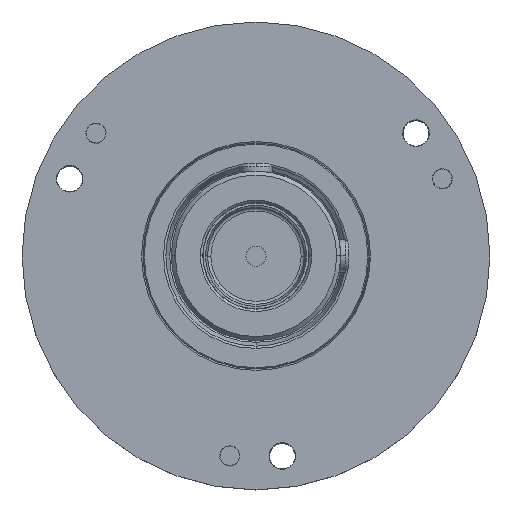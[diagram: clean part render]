
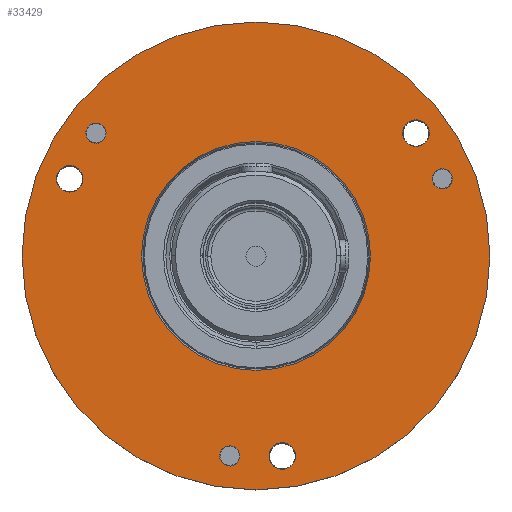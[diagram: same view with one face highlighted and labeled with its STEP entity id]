
A CAD part, top view. The second image highlights one B-rep face of the part: STEP entity #33429.
In plain terms, the highlighted planar face has unit normal (0, 0, 1).
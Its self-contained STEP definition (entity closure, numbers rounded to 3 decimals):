
#10844=CARTESIAN_POINT('',(0.,0.,18.));
#10845=DIRECTION('',(0.,0.,-1.));
#10846=DIRECTION('',(1.,0.,0.));
#10847=AXIS2_PLACEMENT_3D('',#10844,#10845,#10846);
#10854=CARTESIAN_POINT('',(0.,0.,18.));
#10855=DIRECTION('',(0.,0.,1.));
#10856=DIRECTION('',(1.,0.,0.));
#10857=AXIS2_PLACEMENT_3D('',#10854,#10855,#10856);
#10859=CARTESIAN_POINT('',(0.,0.,18.));
#10860=DIRECTION('',(0.,0.,1.));
#10861=DIRECTION('',(-1.,0.,0.));
#10862=AXIS2_PLACEMENT_3D('',#10859,#10860,#10861);
#10864=CARTESIAN_POINT('',(-19.834,15.219,18.));
#10865=DIRECTION('',(0.,0.,-1.));
#10866=DIRECTION('',(-0.793,0.609,0.));
#10867=AXIS2_PLACEMENT_3D('',#10864,#10865,#10866);
#10869=CARTESIAN_POINT('',(-19.834,15.219,18.));
#10870=DIRECTION('',(0.,0.,-1.));
#10871=DIRECTION('',(0.793,-0.609,0.));
#10872=AXIS2_PLACEMENT_3D('',#10869,#10870,#10871);
#10874=CARTESIAN_POINT('',(-3.263,-24.786,18.));
#10875=DIRECTION('',(0.,0.,-1.));
#10876=DIRECTION('',(-0.131,-0.991,0.));
#10877=AXIS2_PLACEMENT_3D('',#10874,#10875,#10876);
#10879=CARTESIAN_POINT('',(-3.263,-24.786,18.));
#10880=DIRECTION('',(0.,0.,-1.));
#10881=DIRECTION('',(0.131,0.991,0.));
#10882=AXIS2_PLACEMENT_3D('',#10879,#10880,#10881);
#10884=CARTESIAN_POINT('',(23.097,9.567,18.));
#10885=DIRECTION('',(0.,0.,-1.));
#10886=DIRECTION('',(0.924,0.383,0.));
#10887=AXIS2_PLACEMENT_3D('',#10884,#10885,#10886);
#10889=CARTESIAN_POINT('',(23.097,9.567,18.));
#10890=DIRECTION('',(0.,0.,-1.));
#10891=DIRECTION('',(-0.924,-0.383,0.));
#10892=AXIS2_PLACEMENT_3D('',#10889,#10890,#10891);
#10894=CARTESIAN_POINT('',(3.263,-24.786,18.));
#10895=DIRECTION('',(0.,0.,1.));
#10896=DIRECTION('',(0.,-1.,0.));
#10897=AXIS2_PLACEMENT_3D('',#10894,#10895,#10896);
#10899=CARTESIAN_POINT('',(3.263,-24.786,18.));
#10900=DIRECTION('',(0.,0.,1.));
#10901=DIRECTION('',(0.,1.,0.));
#10902=AXIS2_PLACEMENT_3D('',#10899,#10900,#10901);
#10904=CARTESIAN_POINT('',(19.834,15.219,18.));
#10905=DIRECTION('',(0.,0.,1.));
#10906=DIRECTION('',(0.,-1.,0.));
#10907=AXIS2_PLACEMENT_3D('',#10904,#10905,#10906);
#10909=CARTESIAN_POINT('',(19.834,15.219,18.));
#10910=DIRECTION('',(0.,0.,1.));
#10911=DIRECTION('',(0.,1.,0.));
#10912=AXIS2_PLACEMENT_3D('',#10909,#10910,#10911);
#10914=CARTESIAN_POINT('',(-23.097,9.567,18.));
#10915=DIRECTION('',(0.,0.,1.));
#10916=DIRECTION('',(0.,-1.,0.));
#10917=AXIS2_PLACEMENT_3D('',#10914,#10915,#10916);
#10919=CARTESIAN_POINT('',(-23.097,9.567,18.));
#10920=DIRECTION('',(0.,0.,1.));
#10921=DIRECTION('',(0.,1.,0.));
#10922=AXIS2_PLACEMENT_3D('',#10919,#10920,#10921);
#15411=CARTESIAN_POINT('',(0.,0.,18.));
#15412=DIRECTION('',(0.,0.,-1.));
#15413=DIRECTION('',(-1.,0.,0.));
#15414=AXIS2_PLACEMENT_3D('',#15411,#15412,#15413);
#17202=CARTESIAN_POINT('',(29.,0.,18.));
#17203=CARTESIAN_POINT('',(-29.,0.,18.));
#17204=VERTEX_POINT('',#17202);
#17205=VERTEX_POINT('',#17203);
#17290=CARTESIAN_POINT('',(-20.826,15.98,18.));
#17291=CARTESIAN_POINT('',(-18.842,14.458,18.));
#17292=VERTEX_POINT('',#17290);
#17293=VERTEX_POINT('',#17291);
#17294=CARTESIAN_POINT('',(-3.426,-26.025,18.));
#17295=CARTESIAN_POINT('',(-3.1,-23.547,18.));
#17296=VERTEX_POINT('',#17294);
#17297=VERTEX_POINT('',#17295);
#17298=CARTESIAN_POINT('',(24.252,10.045,18.));
#17299=CARTESIAN_POINT('',(21.942,9.089,18.));
#17300=VERTEX_POINT('',#17298);
#17301=VERTEX_POINT('',#17299);
#17400=CARTESIAN_POINT('',(14.188,0.,18.));
#17401=CARTESIAN_POINT('',(-14.188,0.,18.));
#17402=VERTEX_POINT('',#17400);
#17403=VERTEX_POINT('',#17401);
#17588=CARTESIAN_POINT('',(3.263,-26.436,18.));
#17589=CARTESIAN_POINT('',(3.263,-23.136,18.));
#17590=VERTEX_POINT('',#17588);
#17591=VERTEX_POINT('',#17589);
#17596=CARTESIAN_POINT('',(19.834,13.569,18.));
#17597=CARTESIAN_POINT('',(19.834,16.869,18.));
#17598=VERTEX_POINT('',#17596);
#17599=VERTEX_POINT('',#17597);
#17604=CARTESIAN_POINT('',(-23.097,7.917,18.));
#17605=CARTESIAN_POINT('',(-23.097,11.217,18.));
#17606=VERTEX_POINT('',#17604);
#17607=VERTEX_POINT('',#17605);
#33377=CARTESIAN_POINT('',(0.,0.,18.));
#33378=DIRECTION('',(0.,0.,1.));
#33379=DIRECTION('',(1.,0.,0.));
#33380=AXIS2_PLACEMENT_3D('',#33377,#33378,#33379);
#33381=PLANE('',#33380);
#33383=ORIENTED_EDGE('',*,*,#33382,.F.);
#33385=ORIENTED_EDGE('',*,*,#33384,.F.);
#33386=EDGE_LOOP('',(#33383,#33385));
#33387=FACE_OUTER_BOUND('',#33386,.F.);
#33389=ORIENTED_EDGE('',*,*,#33388,.F.);
#33390=ORIENTED_EDGE('',*,*,#33367,.F.);
#33391=EDGE_LOOP('',(#33389,#33390));
#33392=FACE_BOUND('',#33391,.F.);
#33394=ORIENTED_EDGE('',*,*,#33393,.F.);
#33396=ORIENTED_EDGE('',*,*,#33395,.F.);
#33397=EDGE_LOOP('',(#33394,#33396));
#33398=FACE_BOUND('',#33397,.F.);
#33400=ORIENTED_EDGE('',*,*,#33399,.F.);
#33402=ORIENTED_EDGE('',*,*,#33401,.F.);
#33403=EDGE_LOOP('',(#33400,#33402));
#33404=FACE_BOUND('',#33403,.F.);
#33406=ORIENTED_EDGE('',*,*,#33405,.F.);
#33408=ORIENTED_EDGE('',*,*,#33407,.F.);
#33409=EDGE_LOOP('',(#33406,#33408));
#33410=FACE_BOUND('',#33409,.F.);
#33412=ORIENTED_EDGE('',*,*,#33411,.T.);
#33414=ORIENTED_EDGE('',*,*,#33413,.T.);
#33415=EDGE_LOOP('',(#33412,#33414));
#33416=FACE_BOUND('',#33415,.F.);
#33418=ORIENTED_EDGE('',*,*,#33417,.T.);
#33420=ORIENTED_EDGE('',*,*,#33419,.T.);
#33421=EDGE_LOOP('',(#33418,#33420));
#33422=FACE_BOUND('',#33421,.F.);
#33424=ORIENTED_EDGE('',*,*,#33423,.T.);
#33426=ORIENTED_EDGE('',*,*,#33425,.T.);
#33427=EDGE_LOOP('',(#33424,#33426));
#33428=FACE_BOUND('',#33427,.F.);
#10848=CIRCLE('',#10847,14.188);
#10858=CIRCLE('',#10857,29.);
#10863=CIRCLE('',#10862,29.);
#10868=CIRCLE('',#10867,1.25);
#10873=CIRCLE('',#10872,1.25);
#10878=CIRCLE('',#10877,1.25);
#10883=CIRCLE('',#10882,1.25);
#10888=CIRCLE('',#10887,1.25);
#10893=CIRCLE('',#10892,1.25);
#10898=CIRCLE('',#10897,1.65);
#10903=CIRCLE('',#10902,1.65);
#10908=CIRCLE('',#10907,1.65);
#10913=CIRCLE('',#10912,1.65);
#10918=CIRCLE('',#10917,1.65);
#10923=CIRCLE('',#10922,1.65);
#15415=CIRCLE('',#15414,14.188);
#33367=EDGE_CURVE('',#17402,#17403,#10848,.T.);
#33382=EDGE_CURVE('',#17204,#17205,#10858,.T.);
#33384=EDGE_CURVE('',#17205,#17204,#10863,.T.);
#33388=EDGE_CURVE('',#17403,#17402,#15415,.T.);
#33393=EDGE_CURVE('',#17292,#17293,#10868,.T.);
#33395=EDGE_CURVE('',#17293,#17292,#10873,.T.);
#33399=EDGE_CURVE('',#17296,#17297,#10878,.T.);
#33401=EDGE_CURVE('',#17297,#17296,#10883,.T.);
#33405=EDGE_CURVE('',#17300,#17301,#10888,.T.);
#33407=EDGE_CURVE('',#17301,#17300,#10893,.T.);
#33411=EDGE_CURVE('',#17590,#17591,#10898,.T.);
#33413=EDGE_CURVE('',#17591,#17590,#10903,.T.);
#33417=EDGE_CURVE('',#17598,#17599,#10908,.T.);
#33419=EDGE_CURVE('',#17599,#17598,#10913,.T.);
#33423=EDGE_CURVE('',#17606,#17607,#10918,.T.);
#33425=EDGE_CURVE('',#17607,#17606,#10923,.T.);
#33429=ADVANCED_FACE('',(#33387,#33392,#33398,#33404,#33410,#33416,#33422,
#33428),#33381,.T.);
